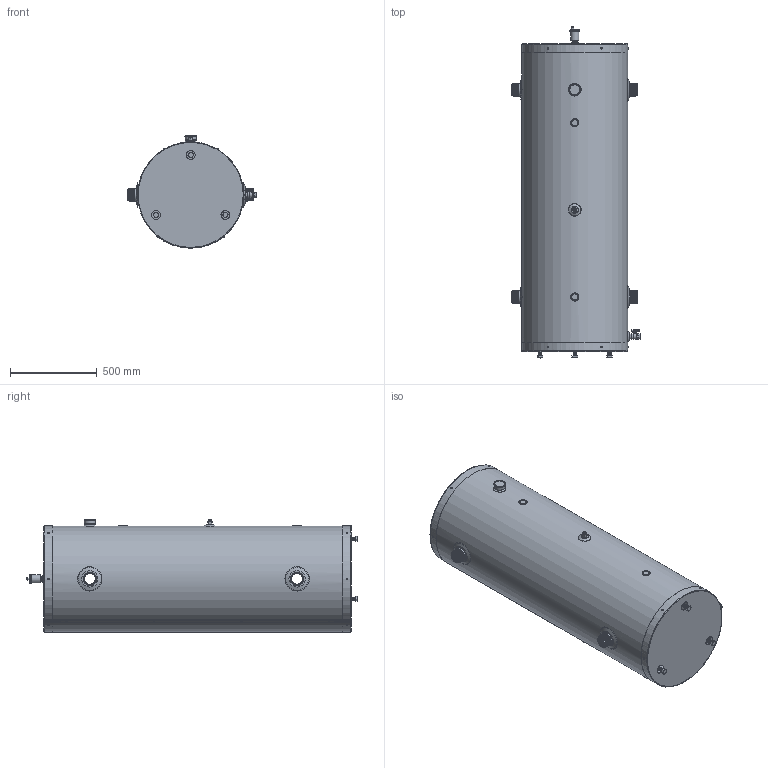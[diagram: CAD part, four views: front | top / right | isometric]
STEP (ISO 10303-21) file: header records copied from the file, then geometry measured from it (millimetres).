
FILE_DESCRIPTION (( 'STEP AP214' ), '1' );
FILE_NAME ('BUFFMAX 80G.STEP', '2017-07-13T20:12:47', ( '' ), ( '' ), 'SwSTEP 2.0', 'SolidWorks 2017', '' );
FILE_SCHEMA (( 'AUTOMOTIVE_DESIGN' ));
Length unit declared in the file: inch
Products named in the file (1): BUFFMAX 80G
Bounding box: 738.23 x 1912.44 x 648.07 mm (x, y, z)
Volume: 4954272.9 mm3; surface area: 9199124.9 mm2
Topology: 50 solids, 50 shells, 2040 faces, 4538 edges, 2659 vertices
Faces by surface type: cone 707, plane 681, cylinder 479, bspline 101, torus 59, sphere 13
Full cylindrical faces by diameter (mm): 3.566 x220, 4.826 x20, 5.613 x12, 9.474 x20, 11.112 x1, 11.113 x1, 12.065 x1, 12.7 x1, 13.97 x1, 14.097 x1, 14.287 x1, 15.037 x1, 18.859 x2, 19.05 x72, 21.336 x1, 21.59 x2, 22.035 x2, 23.012 x2, 25.4 x4, 33.655 x1, 35.56 x2, 38.1 x3, 46.99 x1, 47.625 x2, 50.8 x3, 55.245 x1, 57.785 x1, 60.325 x1, 62.713 x4, 62.738 x1
Entity records: 119974 total; most frequent: CARTESIAN_POINT 52708, DIRECTION 8302, ORIENTED_EDGE 6796, AXIS2_PLACEMENT_3D 3399, EDGE_CURVE 3398, EDGE_LOOP 3282, VERTEX_POINT 2612, FACE_OUTER_BOUND 2497
